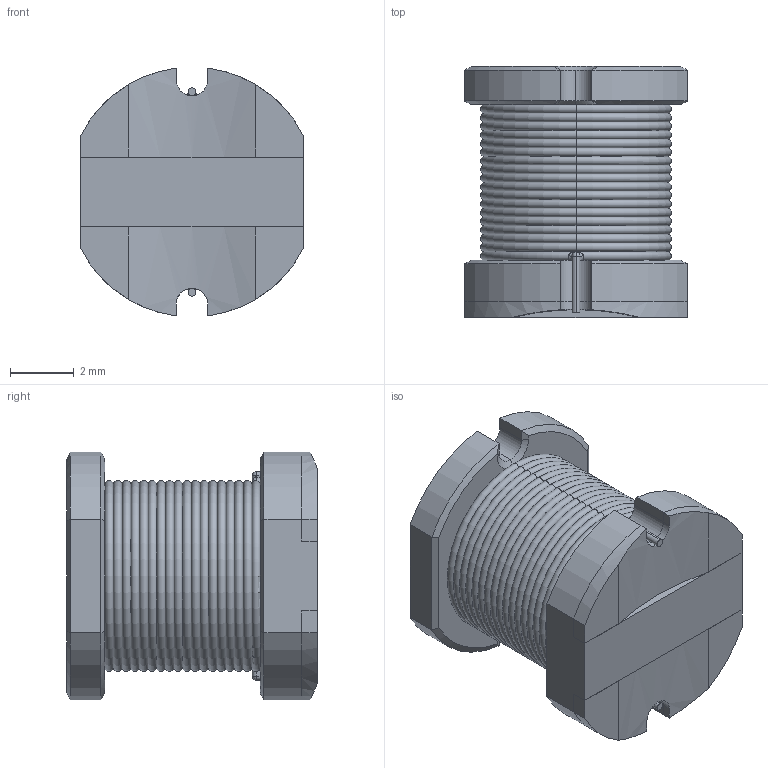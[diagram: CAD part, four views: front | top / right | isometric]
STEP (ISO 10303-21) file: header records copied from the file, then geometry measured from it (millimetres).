
FILE_DESCRIPTION (( 'STEP AP214' ), '1' );
FILE_NAME ('22R686MC.STEP', '2022-08-11T11:53:25', ( '' ), ( '' ), 'SwSTEP 2.0', 'SolidWorks 2017', '' );
FILE_SCHEMA (( 'AUTOMOTIVE_DESIGN' ));
Length unit declared in the file: millimetre
Products named in the file (1): 22R686MC
Bounding box: 7 x 7.9 x 7.8 mm (x, y, z)
Volume: 267.3 mm3; surface area: 597.1 mm2
Topology: 4 solids, 4 shells, 155 faces, 363 edges, 214 vertices
Faces by surface type: plane 58, torus 36, cylinder 35, cone 18, sphere 4, bspline 4
Entity records: 4700 total; most frequent: CARTESIAN_POINT 1102, DIRECTION 781, ORIENTED_EDGE 718, EDGE_CURVE 359, AXIS2_PLACEMENT_3D 315, VERTEX_POINT 214, CIRCLE 163, EDGE_LOOP 159
